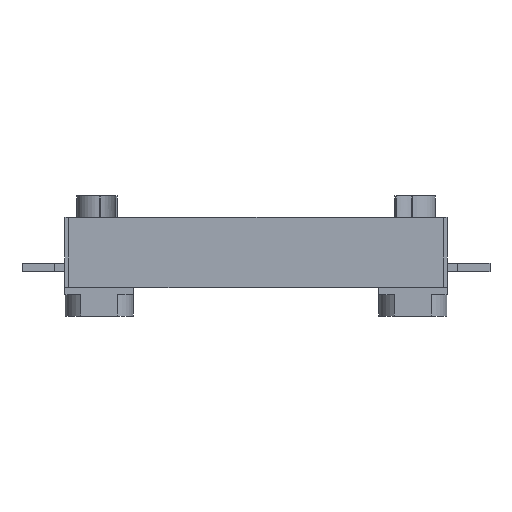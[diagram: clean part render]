
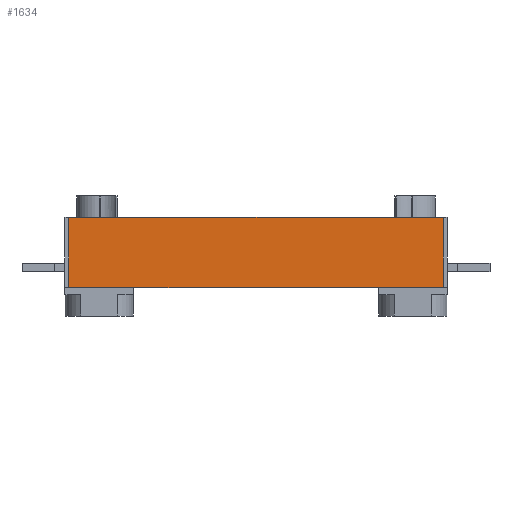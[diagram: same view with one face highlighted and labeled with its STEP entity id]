
A CAD part, left-side view. The second image highlights one B-rep face of the part: STEP entity #1634.
In plain terms, the highlighted planar face has unit normal (-1, 0, 0).
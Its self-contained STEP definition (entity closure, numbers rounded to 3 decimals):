
#7 = DIRECTION ( 'NONE',  ( 0., -1., 0. ) ) ;
#141 = VERTEX_POINT ( 'NONE', #1059 ) ;
#159 = CARTESIAN_POINT ( 'NONE',  ( -70.5, 16.5, 0.1 ) ) ;
#164 = CARTESIAN_POINT ( 'NONE',  ( -70.5, 0., 0.1 ) ) ;
#170 = EDGE_CURVE ( 'NONE', #4135, #141, #3606, .T. ) ;
#279 = ORIENTED_EDGE ( 'NONE', *, *, #3628, .T. ) ;
#315 = DIRECTION ( 'NONE',  ( 0., 0., -1. ) ) ;
#388 = CARTESIAN_POINT ( 'NONE',  ( -70.5, 87.5, 0.1 ) ) ;
#409 = CARTESIAN_POINT ( 'NONE',  ( -70.5, -131., 52.536 ) ) ;
#502 = CARTESIAN_POINT ( 'NONE',  ( -70.5, -131., 0.1 ) ) ;
#536 = VECTOR ( 'NONE', #1292, 1000. ) ;
#673 = EDGE_LOOP ( 'NONE', ( #864, #3533, #3072, #279, #2004, #3043, #4756, #4880 ) ) ;
#679 = PLANE ( 'NONE',  #3509 ) ;
#745 = DIRECTION ( 'NONE',  ( 0., -1., 0. ) ) ;
#761 = VERTEX_POINT ( 'NONE', #2260 ) ;
#764 = CARTESIAN_POINT ( 'NONE',  ( -70.5, 133.5, 49. ) ) ;
#788 = EDGE_CURVE ( 'NONE', #4319, #3739, #1868, .T. ) ;
#836 = EDGE_CURVE ( 'NONE', #3739, #2901, #1628, .T. ) ;
#845 = CARTESIAN_POINT ( 'NONE',  ( -70.5, 0., 0.1 ) ) ;
#846 = VECTOR ( 'NONE', #3553, 1000. ) ;
#864 = ORIENTED_EDGE ( 'NONE', *, *, #4011, .T. ) ;
#943 = VECTOR ( 'NONE', #315, 1000. ) ;
#1059 = CARTESIAN_POINT ( 'NONE',  ( -70.5, 87.5, 0. ) ) ;
#1167 = DIRECTION ( 'NONE',  ( 0., 0., -1. ) ) ;
#1288 = CARTESIAN_POINT ( 'NONE',  ( -70.5, 16.5, 0.1 ) ) ;
#1292 = DIRECTION ( 'NONE',  ( 0., -1., 0. ) ) ;
#1357 = EDGE_CURVE ( 'NONE', #141, #3210, #3178, .T. ) ;
#1425 = LINE ( 'NONE', #845, #3118 ) ;
#1628 = LINE ( 'NONE', #409, #2528 ) ;
#1634 = ADVANCED_FACE ( 'NONE', ( #1971 ), #679, .F. ) ;
#1666 = LINE ( 'NONE', #164, #536 ) ;
#1755 = CARTESIAN_POINT ( 'NONE',  ( -70.5, 16.5, 0. ) ) ;
#1816 = CARTESIAN_POINT ( 'NONE',  ( -70.5, 133.5, 49. ) ) ;
#1868 = LINE ( 'NONE', #764, #4765 ) ;
#1971 = FACE_OUTER_BOUND ( 'NONE', #673, .T. ) ;
#2004 = ORIENTED_EDGE ( 'NONE', *, *, #2313, .T. ) ;
#2067 = LINE ( 'NONE', #4850, #943 ) ;
#2199 = DIRECTION ( 'NONE',  ( 0., 1., 0. ) ) ;
#2260 = CARTESIAN_POINT ( 'NONE',  ( -70.5, 131., 0.1 ) ) ;
#2313 = EDGE_CURVE ( 'NONE', #761, #4135, #1666, .T. ) ;
#2474 = VECTOR ( 'NONE', #1167, 1000. ) ;
#2528 = VECTOR ( 'NONE', #2714, 1000. ) ;
#2668 = CARTESIAN_POINT ( 'NONE',  ( -70.5, 131., 49. ) ) ;
#2714 = DIRECTION ( 'NONE',  ( 0., 0., -1. ) ) ;
#2762 = LINE ( 'NONE', #159, #846 ) ;
#2901 = VERTEX_POINT ( 'NONE', #502 ) ;
#2942 = VERTEX_POINT ( 'NONE', #1288 ) ;
#3028 = CARTESIAN_POINT ( 'NONE',  ( -70.5, 133.5, 0. ) ) ;
#3043 = ORIENTED_EDGE ( 'NONE', *, *, #170, .T. ) ;
#3072 = ORIENTED_EDGE ( 'NONE', *, *, #788, .F. ) ;
#3118 = VECTOR ( 'NONE', #3135, 1000. ) ;
#3135 = DIRECTION ( 'NONE',  ( 0., -1., 0. ) ) ;
#3178 = LINE ( 'NONE', #3028, #4187 ) ;
#3210 = VERTEX_POINT ( 'NONE', #1755 ) ;
#3509 = AXIS2_PLACEMENT_3D ( 'NONE', #1816, #4477, #2199 ) ;
#3533 = ORIENTED_EDGE ( 'NONE', *, *, #836, .F. ) ;
#3553 = DIRECTION ( 'NONE',  ( 0., 0., -1. ) ) ;
#3606 = LINE ( 'NONE', #388, #2474 ) ;
#3628 = EDGE_CURVE ( 'NONE', #4319, #761, #2067, .T. ) ;
#3739 = VERTEX_POINT ( 'NONE', #3912 ) ;
#3912 = CARTESIAN_POINT ( 'NONE',  ( -70.5, -131., 49. ) ) ;
#4011 = EDGE_CURVE ( 'NONE', #2942, #2901, #1425, .T. ) ;
#4103 = EDGE_CURVE ( 'NONE', #2942, #3210, #2762, .T. ) ;
#4135 = VERTEX_POINT ( 'NONE', #4329 ) ;
#4187 = VECTOR ( 'NONE', #745, 1000. ) ;
#4319 = VERTEX_POINT ( 'NONE', #2668 ) ;
#4329 = CARTESIAN_POINT ( 'NONE',  ( -70.5, 87.5, 0.1 ) ) ;
#4477 = DIRECTION ( 'NONE',  ( 1., 0., 0. ) ) ;
#4756 = ORIENTED_EDGE ( 'NONE', *, *, #1357, .T. ) ;
#4765 = VECTOR ( 'NONE', #7, 1000. ) ;
#4850 = CARTESIAN_POINT ( 'NONE',  ( -70.5, 131., 52.536 ) ) ;
#4880 = ORIENTED_EDGE ( 'NONE', *, *, #4103, .F. ) ;
